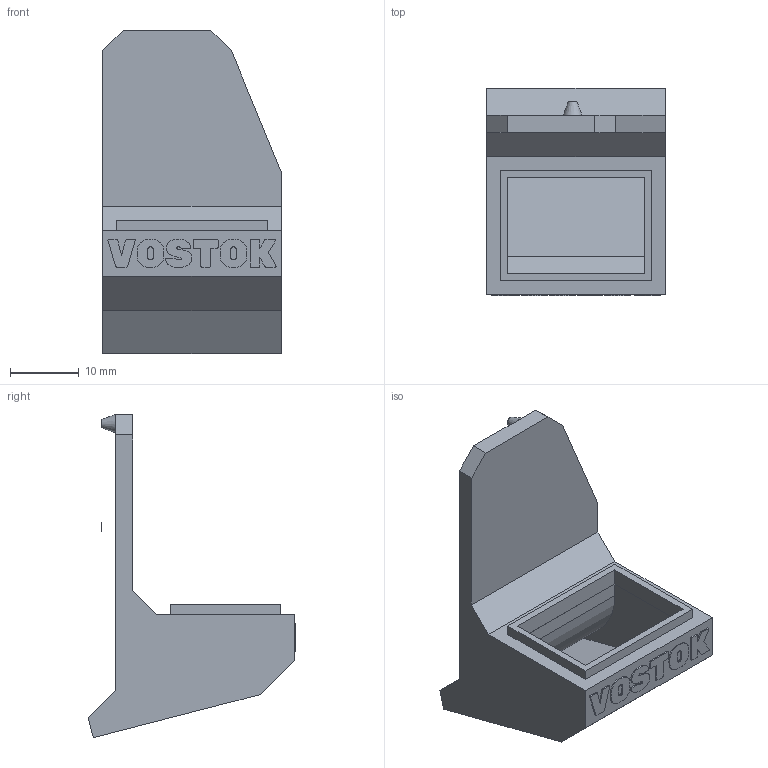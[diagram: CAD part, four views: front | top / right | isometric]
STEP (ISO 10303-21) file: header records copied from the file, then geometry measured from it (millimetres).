
FILE_DESCRIPTION(/* description */ (''),/* implementation_level */ '2;1');
FILE_NAME(/* name */ 'V05-01-01-02-04(R) - BMG e3d volcano 5020 fan duct.step',/* time_stamp */ '2021-08-30T17:24:30+03:00',/* author */ (''),/* organization */ (''),/* preprocessor_version */ 'ST-DEVELOPER v18.1',/* originating_system */ 'Autodesk Translation Framework v10.10.0.1391',/* authorisation */ '');
FILE_SCHEMA (('AUTOMOTIVE_DESIGN { 1 0 10303 214 3 1 1 }'));
Length unit declared in the file: millimetre
Products named in the file (1): V05-01-01-02-04(R) - BMG e3d volcano 5020 fan duct
Bounding box: 26 x 30.2 x 47 mm (x, y, z)
Volume: 6103.5 mm3; surface area: 6230.7 mm2
Topology: 1 solids, 1 shells, 228 faces, 636 edges, 421 vertices
Faces by surface type: bspline 150, plane 74, cylinder 2, cone 2
Full cylindrical faces by diameter (mm): 10.2 x1
Entity records: 7501 total; most frequent: CARTESIAN_POINT 2636, ORIENTED_EDGE 1272, EDGE_CURVE 636, DIRECTION 503, VERTEX_POINT 421, LINE 327, VECTOR 327, B_SPLINE_CURVE_WITH_KNOTS 300
